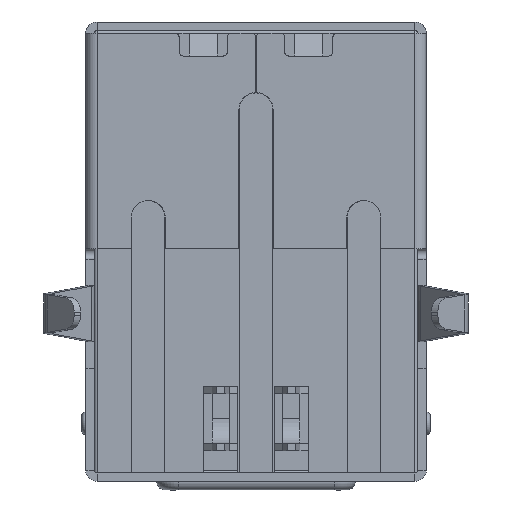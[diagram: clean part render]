
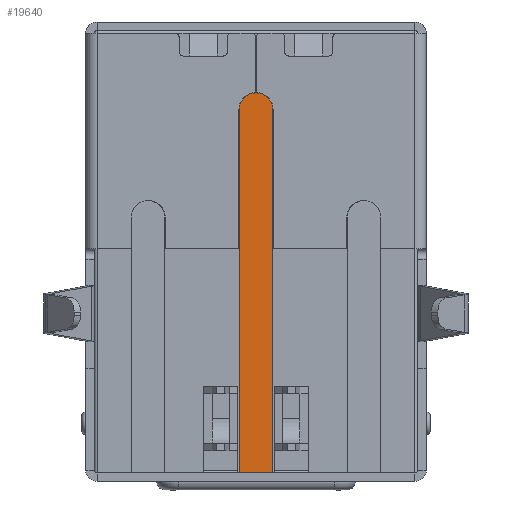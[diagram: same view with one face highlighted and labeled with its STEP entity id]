
A CAD part, front view. The second image highlights one B-rep face of the part: STEP entity #19640.
In plain terms, the highlighted planar face has unit normal (0, -1, 0).
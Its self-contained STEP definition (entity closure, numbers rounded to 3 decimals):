
#127 = EDGE_LOOP ( 'NONE', ( #772, #21702, #5913, #5657 ) ) ;
#137 = CARTESIAN_POINT ( 'NONE',  ( 0.59, 0., -1.91 ) ) ;
#406 = AXIS2_PLACEMENT_3D ( 'NONE', #8320, #1498, #13498 ) ;
#511 = LINE ( 'NONE', #1383, #4522 ) ;
#772 = ORIENTED_EDGE ( 'NONE', *, *, #18783, .T. ) ;
#1383 = CARTESIAN_POINT ( 'NONE',  ( -0.59, 0., -1.91 ) ) ;
#1498 = DIRECTION ( 'NONE',  ( 0., -1., 0. ) ) ;
#1887 = CARTESIAN_POINT ( 'NONE',  ( 0.59, 0., 10.9 ) ) ;
#2320 = CARTESIAN_POINT ( 'NONE',  ( -0.59, 0., 10.9 ) ) ;
#3407 = VERTEX_POINT ( 'NONE', #1887 ) ;
#4522 = VECTOR ( 'NONE', #20421, 1000. ) ;
#5004 = CARTESIAN_POINT ( 'NONE',  ( -0.59, 0., 10.9 ) ) ;
#5657 = ORIENTED_EDGE ( 'NONE', *, *, #18217, .T. ) ;
#5877 = DIRECTION ( 'NONE',  ( 0., -1., 0. ) ) ;
#5913 = ORIENTED_EDGE ( 'NONE', *, *, #11568, .T. ) ;
#6422 = FACE_OUTER_BOUND ( 'NONE', #127, .T. ) ;
#7632 = DIRECTION ( 'NONE',  ( 0., 0., 1. ) ) ;
#8320 = CARTESIAN_POINT ( 'NONE',  ( 0., 0., 10.9 ) ) ;
#8714 = VECTOR ( 'NONE', #18799, 1000. ) ;
#9947 = CIRCLE ( 'NONE', #17067, 0.59 ) ;
#10032 = PLANE ( 'NONE',  #406 ) ;
#10493 = VERTEX_POINT ( 'NONE', #137 ) ;
#11531 = CARTESIAN_POINT ( 'NONE',  ( -0.59, 0., -1.91 ) ) ;
#11568 = EDGE_CURVE ( 'NONE', #22355, #10493, #511, .T. ) ;
#12134 = VECTOR ( 'NONE', #7632, 1000. ) ;
#13498 = DIRECTION ( 'NONE',  ( 0., 0., -1. ) ) ;
#13824 = LINE ( 'NONE', #5004, #8714 ) ;
#16192 = CARTESIAN_POINT ( 'NONE',  ( 0., 0., 10.9 ) ) ;
#16215 = CARTESIAN_POINT ( 'NONE',  ( 0.59, 0., -1.91 ) ) ;
#17067 = AXIS2_PLACEMENT_3D ( 'NONE', #16192, #5877, #17943 ) ;
#17255 = LINE ( 'NONE', #16215, #12134 ) ;
#17943 = DIRECTION ( 'NONE',  ( 1., 0., 0. ) ) ;
#18217 = EDGE_CURVE ( 'NONE', #10493, #3407, #17255, .T. ) ;
#18783 = EDGE_CURVE ( 'NONE', #3407, #21665, #9947, .T. ) ;
#18799 = DIRECTION ( 'NONE',  ( 0., 0., -1. ) ) ;
#19640 = ADVANCED_FACE ( 'NONE', ( #6422 ), #10032, .T. ) ;
#20421 = DIRECTION ( 'NONE',  ( 1., 0., 0. ) ) ;
#21665 = VERTEX_POINT ( 'NONE', #2320 ) ;
#21702 = ORIENTED_EDGE ( 'NONE', *, *, #21896, .T. ) ;
#21896 = EDGE_CURVE ( 'NONE', #21665, #22355, #13824, .T. ) ;
#22355 = VERTEX_POINT ( 'NONE', #11531 ) ;
